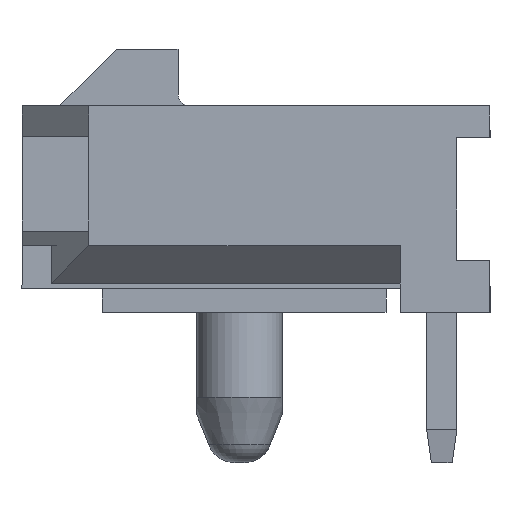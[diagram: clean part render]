
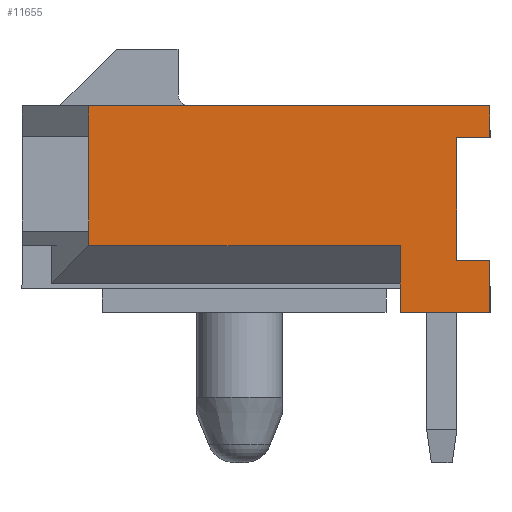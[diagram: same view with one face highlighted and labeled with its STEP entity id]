
A CAD part, left-side view. The second image highlights one B-rep face of the part: STEP entity #11655.
In plain terms, the highlighted face is planar.
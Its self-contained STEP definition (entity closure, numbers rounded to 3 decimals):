
#1030=ORIENTED_EDGE('',*,*,#3058,.T.);
#1031=ORIENTED_EDGE('',*,*,#3055,.T.);
#1032=ORIENTED_EDGE('',*,*,#3052,.T.);
#1033=ORIENTED_EDGE('',*,*,#3222,.F.);
#1034=ORIENTED_EDGE('',*,*,#3225,.F.);
#1035=ORIENTED_EDGE('',*,*,#3174,.F.);
#1036=ORIENTED_EDGE('',*,*,#3186,.T.);
#1037=ORIENTED_EDGE('',*,*,#3179,.F.);
#1038=ORIENTED_EDGE('',*,*,#3123,.F.);
#1039=ORIENTED_EDGE('',*,*,#3190,.T.);
#1040=ORIENTED_EDGE('',*,*,#3200,.F.);
#1041=ORIENTED_EDGE('',*,*,#3224,.F.);
#3052=EDGE_CURVE('',#4155,#4154,#4993,.T.);
#3055=EDGE_CURVE('',#4157,#4155,#4996,.T.);
#3058=EDGE_CURVE('',#4159,#4157,#4999,.T.);
#3123=EDGE_CURVE('',#4205,#4206,#5064,.T.);
#3174=EDGE_CURVE('',#4223,#4240,#5113,.T.);
#3179=EDGE_CURVE('',#4206,#4219,#5118,.T.);
#3186=EDGE_CURVE('',#4223,#4219,#5125,.T.);
#3190=EDGE_CURVE('',#4205,#4247,#5129,.T.);
#3200=EDGE_CURVE('',#4254,#4247,#5139,.T.);
#3222=EDGE_CURVE('',#4263,#4154,#5161,.T.);
#3224=EDGE_CURVE('',#4159,#4254,#5163,.T.);
#3225=EDGE_CURVE('',#4240,#4263,#5164,.T.);
#4154=VERTEX_POINT('',#15744);
#4155=VERTEX_POINT('',#15746);
#4157=VERTEX_POINT('',#15752);
#4159=VERTEX_POINT('',#15758);
#4205=VERTEX_POINT('',#15885);
#4206=VERTEX_POINT('',#15887);
#4219=VERTEX_POINT('',#15925);
#4223=VERTEX_POINT('',#15933);
#4240=VERTEX_POINT('',#15986);
#4247=VERTEX_POINT('',#16014);
#4254=VERTEX_POINT('',#16034);
#4263=VERTEX_POINT('',#16073);
#4993=LINE('',#15745,#6164);
#4996=LINE('',#15751,#6167);
#4999=LINE('',#15757,#6170);
#5064=LINE('',#15886,#6235);
#5113=LINE('',#15985,#6284);
#5118=LINE('',#15995,#6289);
#5125=LINE('',#16007,#6296);
#5129=LINE('',#16015,#6300);
#5139=LINE('',#16035,#6310);
#5161=LINE('',#16072,#6332);
#5163=LINE('',#16076,#6334);
#5164=LINE('',#16078,#6335);
#6164=VECTOR('',#13304,1000.);
#6167=VECTOR('',#13309,1000.);
#6170=VECTOR('',#13314,1000.);
#6235=VECTOR('',#13413,1000.);
#6284=VECTOR('',#13494,1000.);
#6289=VECTOR('',#13503,1000.);
#6296=VECTOR('',#13516,1000.);
#6300=VECTOR('',#13522,1000.);
#6310=VECTOR('',#13538,1000.);
#6332=VECTOR('',#13574,1000.);
#6334=VECTOR('',#13578,1000.);
#6335=VECTOR('',#13581,1000.);
#7026=EDGE_LOOP('',(#1030,#1031,#1032,#1033,#1034,#1035,#1036,#1037,#1038,
#1039,#1040,#1041));
#7507=FACE_BOUND('',#7026,.T.);
#7983=PLANE('',#12156);
#11655=ADVANCED_FACE('',(#7507),#7983,.F.);
#12156=AXIS2_PLACEMENT_3D('',#16077,#13579,#13580);
#13304=DIRECTION('',(0.,1.,0.));
#13309=DIRECTION('',(0.,0.,1.));
#13314=DIRECTION('',(0.,-1.,0.));
#13413=DIRECTION('',(0.,-1.,0.));
#13494=DIRECTION('',(0.,0.,1.));
#13503=DIRECTION('',(0.,0.,1.));
#13516=DIRECTION('',(0.,0.,-1.));
#13522=DIRECTION('',(0.,0.,-1.));
#13538=DIRECTION('',(0.,-1.,0.));
#13574=DIRECTION('',(0.,0.,-1.));
#13578=DIRECTION('',(0.,0.,-1.));
#13579=DIRECTION('',(-1.,0.,0.));
#13580=DIRECTION('',(0.,0.,1.));
#13581=DIRECTION('',(0.,1.,0.));
#15744=CARTESIAN_POINT('',(15.325,4.95,1.515));
#15745=CARTESIAN_POINT('',(15.325,4.25,1.515));
#15746=CARTESIAN_POINT('',(15.325,4.25,1.515));
#15751=CARTESIAN_POINT('',(15.325,4.25,-1.085));
#15752=CARTESIAN_POINT('',(15.325,4.25,-1.085));
#15757=CARTESIAN_POINT('',(15.325,4.95,-1.085));
#15758=CARTESIAN_POINT('',(15.325,4.95,-1.085));
#15885=CARTESIAN_POINT('',(15.325,3.05,-0.771));
#15886=CARTESIAN_POINT('',(15.325,3.05,-0.771));
#15887=CARTESIAN_POINT('',(15.325,-3.536,-0.771));
#15925=CARTESIAN_POINT('',(15.325,-3.536,-0.465));
#15933=CARTESIAN_POINT('',(15.325,-3.536,1.535));
#15985=CARTESIAN_POINT('',(15.325,-3.536,0.));
#15986=CARTESIAN_POINT('',(15.325,-3.536,2.185));
#15995=CARTESIAN_POINT('',(15.325,-3.536,0.));
#16007=CARTESIAN_POINT('',(15.325,-3.536,1.535));
#16014=CARTESIAN_POINT('',(15.325,3.05,-2.185));
#16015=CARTESIAN_POINT('',(15.325,3.05,-2.185));
#16034=CARTESIAN_POINT('',(15.325,4.95,-2.185));
#16035=CARTESIAN_POINT('',(15.325,4.95,-2.185));
#16072=CARTESIAN_POINT('',(15.325,4.95,2.185));
#16073=CARTESIAN_POINT('',(15.325,4.95,2.185));
#16076=CARTESIAN_POINT('',(15.325,4.95,2.185));
#16077=CARTESIAN_POINT('',(15.325,0.,0.));
#16078=CARTESIAN_POINT('',(15.325,-4.95,2.185));
